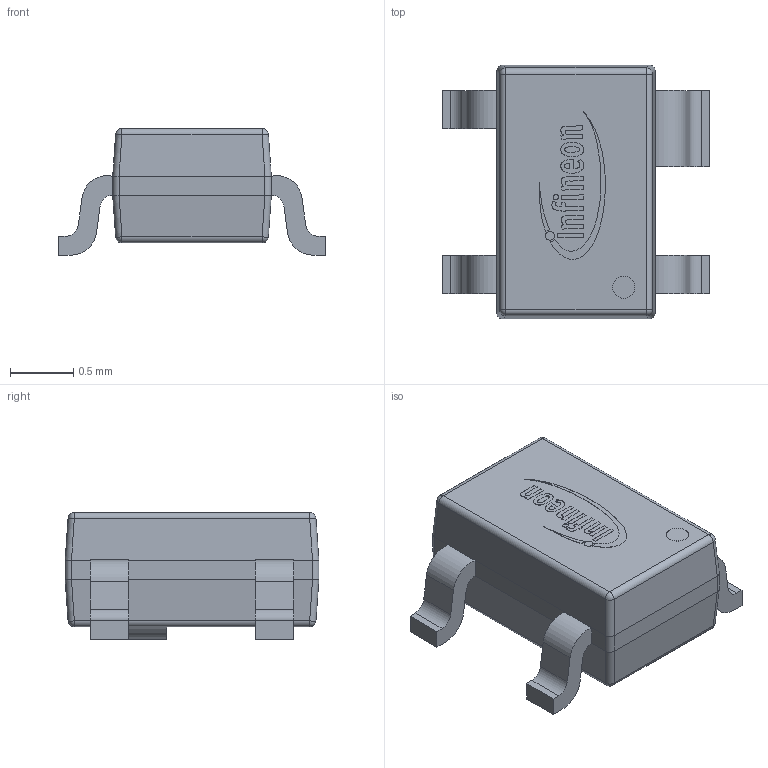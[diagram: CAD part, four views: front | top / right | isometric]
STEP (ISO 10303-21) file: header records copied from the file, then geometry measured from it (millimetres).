
FILE_DESCRIPTION (( 'STEP AP214' ), '1' );
FILE_NAME ('BFP540H6327XTSA1.STEP', '2022-10-20T13:58:09', ( '' ), ( '' ), 'SwSTEP 2.0', 'SolidWorks 2022', '' );
FILE_SCHEMA (( 'AUTOMOTIVE_DESIGN' ));
Length unit declared in the file: millimetre
Products named in the file (3): BFP540H6327XTSA1; BFP540H6327XTSA1_Mirror Version; Infineon_Logo_1.4mm-LAPTOP-NQA1DCQ3
Assembly tree (2 placements, depth 2):
  BFP540H6327XTSA1
    BFP540H6327XTSA1_Mirror Version
    Infineon_Logo_1.4mm-LAPTOP-NQA1DCQ3
Bounding box: 2.1 x 2 x 1 mm (x, y, z)
Volume: 2.4 mm3; surface area: 13.9 mm2
Topology: 16 solids, 16 shells, 238 faces, 583 edges, 378 vertices
Faces by surface type: plane 106, bspline 83, cylinder 41, sphere 8
Entity records: 7901 total; most frequent: CARTESIAN_POINT 2303, ORIENTED_EDGE 1166, DIRECTION 795, EDGE_CURVE 583, VERTEX_POINT 378, LINE 343, VECTOR 343, EDGE_LOOP 243
